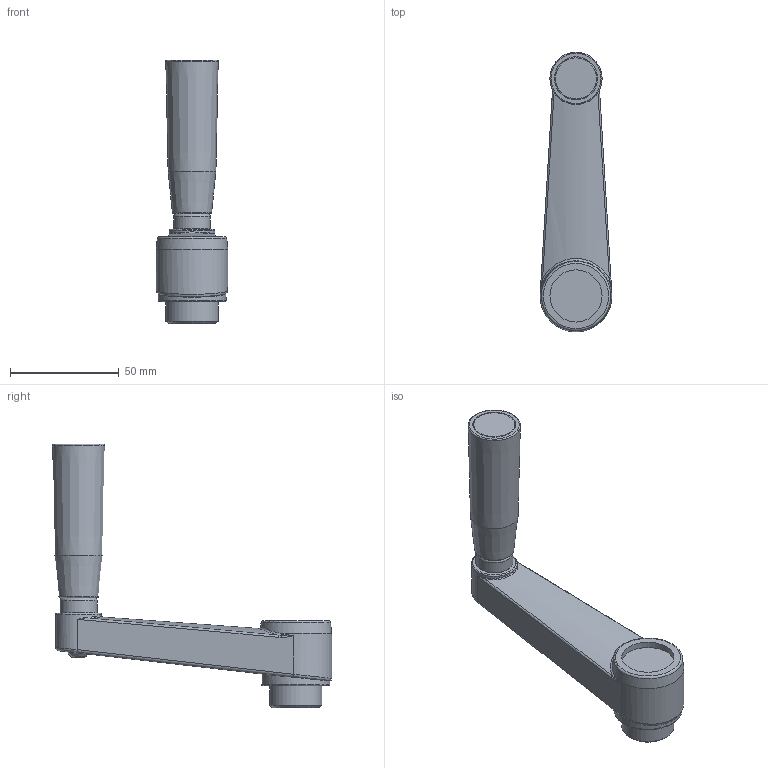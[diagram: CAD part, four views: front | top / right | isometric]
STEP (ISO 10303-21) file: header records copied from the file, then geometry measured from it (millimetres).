
FILE_DESCRIPTION( ( 'Unknown' ), '1' );
FILE_NAME( '6384540_MH100-MRS.stp', 'Unknown', ( 'Unknown' ), ( 'Unknown' ), 'PSStep 11.0', 'Unknown', ' ' );
FILE_SCHEMA( ( 'AUTOMOTIVE_DESIGN { 1 0 10303 214 1 1 1 1 }' ) );
Length unit declared in the file: millimetre
Products named in the file (1): 8700295
Bounding box: 32.98 x 128.51 x 121.15 mm (x, y, z)
Volume: 72836.5 mm3; surface area: 32937.5 mm2
Topology: 1 solids, 5 shells, 163 faces, 404 edges, 257 vertices
Faces by surface type: plane 88, cylinder 34, torus 16, bspline 15, cone 10
Full cylindrical faces by diameter (mm): 2.5 x1, 3 x2, 4 x1, 4.2 x1, 4.523 x1, 6 x1, 6.5 x1, 6.904 x2, 8.77 x1, 9.277 x1, 12.549 x1, 14 x1, 15.997 x1, 17 x1, 19.9 x1, 21 x1, 24 x3, 26 x1, 31.33 x1
Entity records: 8314 total; most frequent: CARTESIAN_POINT 3527, DIRECTION 684, ORIENTED_EDGE 662, EDGE_CURVE 331, AXIS2_PLACEMENT_3D 248, VERTEX_POINT 238, EDGE_LOOP 230, FACE_OUTER_BOUND 201
